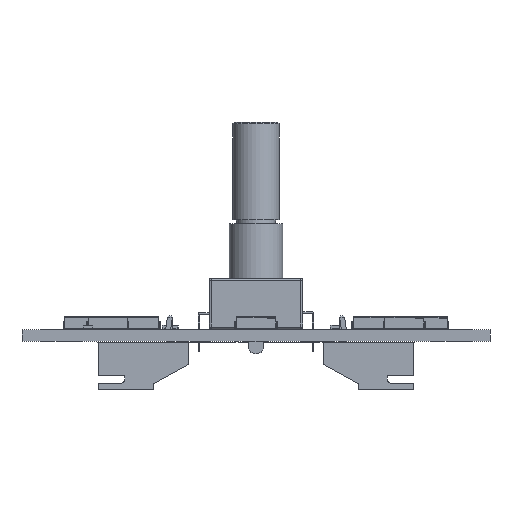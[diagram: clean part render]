
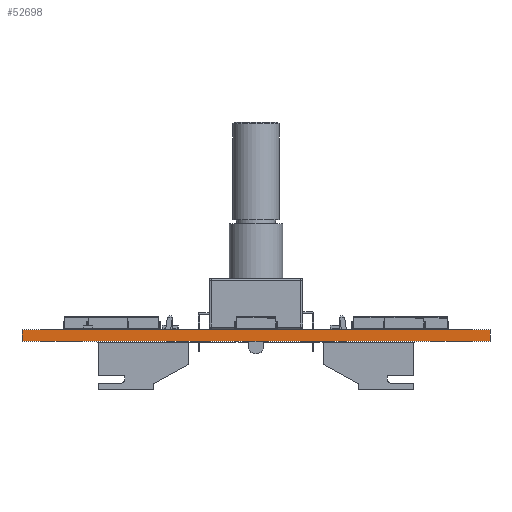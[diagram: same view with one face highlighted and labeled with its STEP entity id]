
A CAD part, front view. The second image highlights one B-rep face of the part: STEP entity #52698.
In plain terms, the highlighted planar face has unit normal (0, -1, 0).
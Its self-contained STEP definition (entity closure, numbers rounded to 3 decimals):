
#52698 = ADVANCED_FACE('',(#52699),#52733,.T.);
#52699 = FACE_BOUND('',#52700,.T.);
#52700 = EDGE_LOOP('',(#52701,#52711,#52719,#52727));
#52701 = ORIENTED_EDGE('',*,*,#52702,.T.);
#52702 = EDGE_CURVE('',#52703,#52705,#52707,.T.);
#52703 = VERTEX_POINT('',#52704);
#52704 = CARTESIAN_POINT('',(30.,-46.,0.));
#52705 = VERTEX_POINT('',#52706);
#52706 = CARTESIAN_POINT('',(30.,-46.,1.51));
#52707 = LINE('',#52708,#52709);
#52708 = CARTESIAN_POINT('',(30.,-46.,0.));
#52709 = VECTOR('',#52710,1.);
#52710 = DIRECTION('',(0.,0.,1.));
#52711 = ORIENTED_EDGE('',*,*,#52712,.T.);
#52712 = EDGE_CURVE('',#52705,#52713,#52715,.T.);
#52713 = VERTEX_POINT('',#52714);
#52714 = CARTESIAN_POINT('',(-30.,-46.,1.51));
#52715 = LINE('',#52716,#52717);
#52716 = CARTESIAN_POINT('',(30.,-46.,1.51));
#52717 = VECTOR('',#52718,1.);
#52718 = DIRECTION('',(-1.,0.,0.));
#52719 = ORIENTED_EDGE('',*,*,#52720,.F.);
#52720 = EDGE_CURVE('',#52721,#52713,#52723,.T.);
#52721 = VERTEX_POINT('',#52722);
#52722 = CARTESIAN_POINT('',(-30.,-46.,0.));
#52723 = LINE('',#52724,#52725);
#52724 = CARTESIAN_POINT('',(-30.,-46.,0.));
#52725 = VECTOR('',#52726,1.);
#52726 = DIRECTION('',(0.,0.,1.));
#52727 = ORIENTED_EDGE('',*,*,#52728,.F.);
#52728 = EDGE_CURVE('',#52703,#52721,#52729,.T.);
#52729 = LINE('',#52730,#52731);
#52730 = CARTESIAN_POINT('',(30.,-46.,0.));
#52731 = VECTOR('',#52732,1.);
#52732 = DIRECTION('',(-1.,0.,0.));
#52733 = PLANE('',#52734);
#52734 = AXIS2_PLACEMENT_3D('',#52735,#52736,#52737);
#52735 = CARTESIAN_POINT('',(30.,-46.,0.));
#52736 = DIRECTION('',(0.,-1.,0.));
#52737 = DIRECTION('',(-1.,0.,0.));
